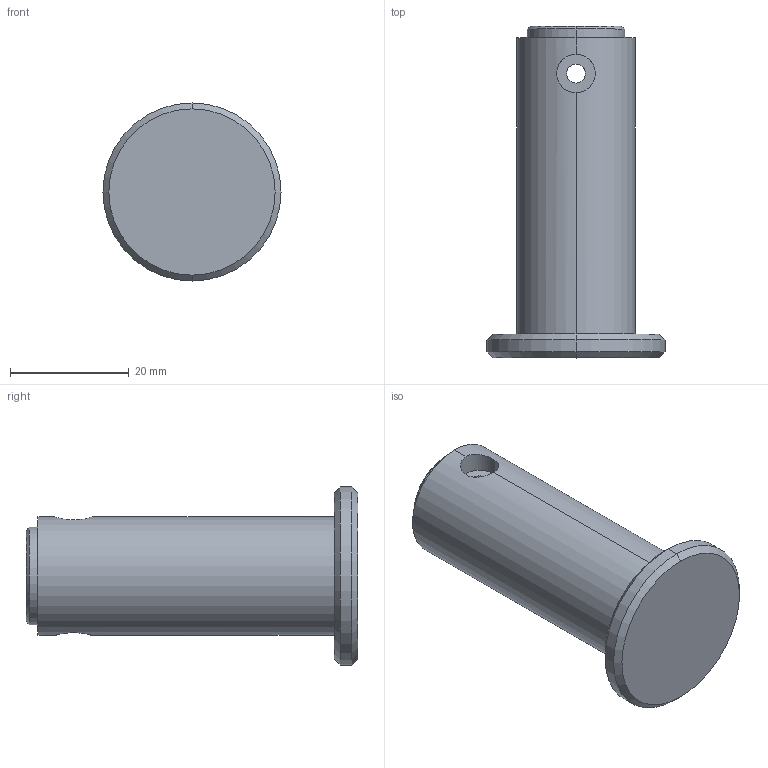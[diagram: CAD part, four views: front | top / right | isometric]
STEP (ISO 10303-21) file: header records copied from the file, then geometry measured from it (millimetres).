
FILE_DESCRIPTION (( 'STEP AP214' ), '1' );
FILE_NAME ('Part1.STEP', '2024-10-12T22:25:29', ( '' ), ( '' ), 'SwSTEP 2.0', 'SolidWorks 2024', '' );
FILE_SCHEMA (( 'AUTOMOTIVE_DESIGN' ));
Length unit declared in the file: millimetre
Products named in the file (1): Part1
Bounding box: 30 x 55.88 x 30 mm (x, y, z)
Volume: 17152.6 mm3; surface area: 5565.8 mm2
Topology: 1 solids, 1 shells, 35 faces, 88 edges, 56 vertices
Faces by surface type: cylinder 14, plane 13, cone 8
Entity records: 1597 total; most frequent: CARTESIAN_POINT 730, DIRECTION 178, ORIENTED_EDGE 176, EDGE_CURVE 88, AXIS2_PLACEMENT_3D 70, VERTEX_POINT 56, EDGE_LOOP 40, LINE 38
